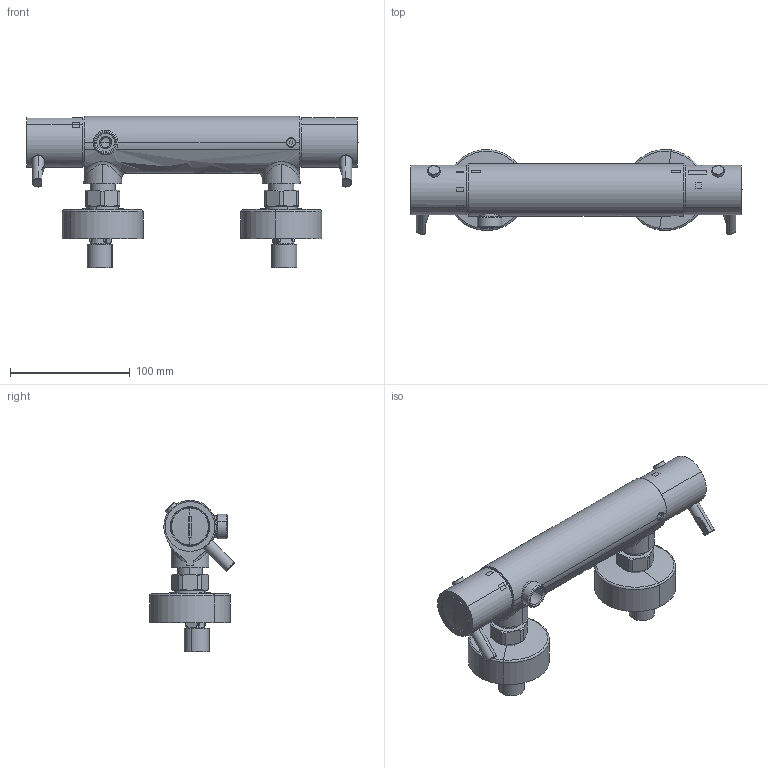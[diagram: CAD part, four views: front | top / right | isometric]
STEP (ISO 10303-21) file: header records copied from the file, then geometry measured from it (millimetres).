
FILE_DESCRIPTION (( 'STEP AP203' ), '1' );
FILE_NAME ('39DP07509.STEP', '2024-01-18T09:31:55', ( '' ), ( '' ), 'SwSTEP 2.0', 'SolidWorks 2021', '' );
FILE_SCHEMA (( 'CONFIG_CONTROL_DESIGN' ));
Length unit declared in the file: millimetre
Products named in the file (1): 39DP07509
Bounding box: 276.7 x 70.83 x 126.1 mm (x, y, z)
Volume: 228998.5 mm3; surface area: 169461.1 mm2
Topology: 19 solids, 19 shells, 1442 faces, 3622 edges, 2241 vertices
Faces by surface type: cylinder 519, plane 414, bspline 233, cone 170, torus 70, sphere 36
Entity records: 61321 total; most frequent: CARTESIAN_POINT 29060, ORIENTED_EDGE 7172, DIRECTION 6213, EDGE_CURVE 3586, AXIS2_PLACEMENT_3D 2440, VERTEX_POINT 2233, EDGE_LOOP 1557, ADVANCED_FACE 1442
